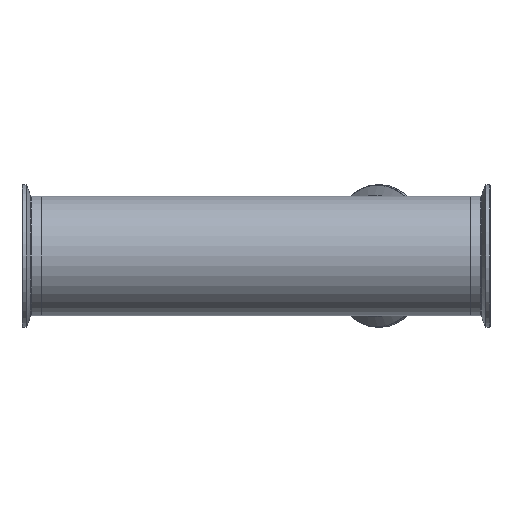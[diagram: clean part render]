
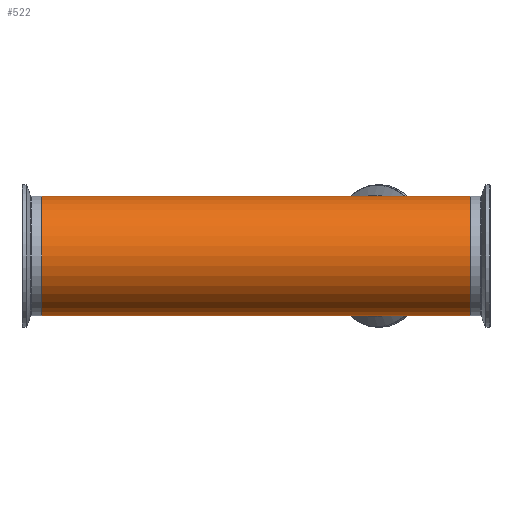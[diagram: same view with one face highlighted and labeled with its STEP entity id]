
A CAD part, front view. The second image highlights one B-rep face of the part: STEP entity #522.
In plain terms, the highlighted cylindrical face has radius 38.1 mm (diameter 76.2 mm), a full revolution.
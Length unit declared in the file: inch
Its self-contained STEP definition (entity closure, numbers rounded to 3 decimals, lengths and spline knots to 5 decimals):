
#79=FACE_OUTER_BOUND('',#104,.T.);
#104=EDGE_LOOP('',(#379,#380,#381,#382,#383,#384,#385,#386,#387,#388));
#132=ELLIPSE('',#614,3.91969,1.5);
#133=ELLIPSE('',#615,1.62359,1.5);
#134=ELLIPSE('',#616,1.62359,1.5);
#135=ELLIPSE('',#618,3.91969,1.5);
#140=LINE('',#941,#152);
#141=LINE('',#943,#153);
#152=VECTOR('',#742,1.5);
#153=VECTOR('',#743,1.5);
#164=CIRCLE('',#621,1.5);
#165=CIRCLE('',#622,1.5);
#225=VERTEX_POINT('',#926);
#226=VERTEX_POINT('',#927);
#227=VERTEX_POINT('',#929);
#228=VERTEX_POINT('',#931);
#230=VERTEX_POINT('',#939);
#231=VERTEX_POINT('',#942);
#286=EDGE_CURVE('',#225,#226,#132,.T.);
#287=EDGE_CURVE('',#227,#225,#133,.T.);
#288=EDGE_CURVE('',#228,#227,#134,.T.);
#291=EDGE_CURVE('',#226,#228,#135,.T.);
#292=EDGE_CURVE('',#230,#230,#164,.T.);
#293=EDGE_CURVE('',#230,#227,#140,.T.);
#294=EDGE_CURVE('',#226,#231,#141,.T.);
#295=EDGE_CURVE('',#231,#231,#165,.T.);
#379=ORIENTED_EDGE('',*,*,#292,.F.);
#380=ORIENTED_EDGE('',*,*,#293,.T.);
#381=ORIENTED_EDGE('',*,*,#287,.T.);
#382=ORIENTED_EDGE('',*,*,#286,.T.);
#383=ORIENTED_EDGE('',*,*,#294,.T.);
#384=ORIENTED_EDGE('',*,*,#295,.T.);
#385=ORIENTED_EDGE('',*,*,#294,.F.);
#386=ORIENTED_EDGE('',*,*,#291,.T.);
#387=ORIENTED_EDGE('',*,*,#288,.T.);
#388=ORIENTED_EDGE('',*,*,#293,.F.);
#514=CYLINDRICAL_SURFACE('',#620,1.5);
#522=ADVANCED_FACE('',(#79),#514,.T.);
#614=AXIS2_PLACEMENT_3D('',#928,#725,#726);
#615=AXIS2_PLACEMENT_3D('',#930,#727,#728);
#616=AXIS2_PLACEMENT_3D('',#932,#729,#730);
#618=AXIS2_PLACEMENT_3D('',#936,#734,#735);
#620=AXIS2_PLACEMENT_3D('',#938,#738,#739);
#621=AXIS2_PLACEMENT_3D('',#940,#740,#741);
#622=AXIS2_PLACEMENT_3D('',#944,#744,#745);
#725=DIRECTION('center_axis',(0.383,-0.924,0.));
#726=DIRECTION('ref_axis',(0.924,0.383,0.));
#727=DIRECTION('center_axis',(-0.924,-0.383,0.));
#728=DIRECTION('ref_axis',(0.383,-0.924,0.));
#729=DIRECTION('center_axis',(-0.924,-0.383,0.));
#730=DIRECTION('ref_axis',(0.383,-0.924,0.));
#734=DIRECTION('center_axis',(0.383,-0.924,0.));
#735=DIRECTION('ref_axis',(0.924,0.383,0.));
#738=DIRECTION('center_axis',(-1.,0.,0.));
#739=DIRECTION('ref_axis',(0.,-1.,0.));
#740=DIRECTION('center_axis',(-1.,0.,0.));
#741=DIRECTION('ref_axis',(0.,-1.,0.));
#742=DIRECTION('',(1.,0.,0.));
#743=DIRECTION('',(1.,0.,0.));
#744=DIRECTION('center_axis',(-1.,0.,0.));
#745=DIRECTION('ref_axis',(0.,-1.,0.));
#926=CARTESIAN_POINT('',(0.,0.,-1.5));
#927=CARTESIAN_POINT('',(3.62132,1.5,0.));
#928=CARTESIAN_POINT('Origin',(0.,0.,
0.));
#929=CARTESIAN_POINT('',(-0.62132,1.5,0.));
#930=CARTESIAN_POINT('Origin',(0.,0.,
0.));
#931=CARTESIAN_POINT('',(0.,0.,1.5));
#932=CARTESIAN_POINT('Origin',(0.,0.,
0.));
#936=CARTESIAN_POINT('Origin',(0.,0.,
0.));
#938=CARTESIAN_POINT('Origin',(8.875,0.,0.));
#939=CARTESIAN_POINT('',(-1.875,1.5,0.));
#940=CARTESIAN_POINT('Origin',(-1.875,0.,0.));
#941=CARTESIAN_POINT('',(8.875,1.5,0.));
#942=CARTESIAN_POINT('',(8.875,1.5,0.));
#943=CARTESIAN_POINT('',(8.875,1.5,0.));
#944=CARTESIAN_POINT('Origin',(8.875,0.,0.));
